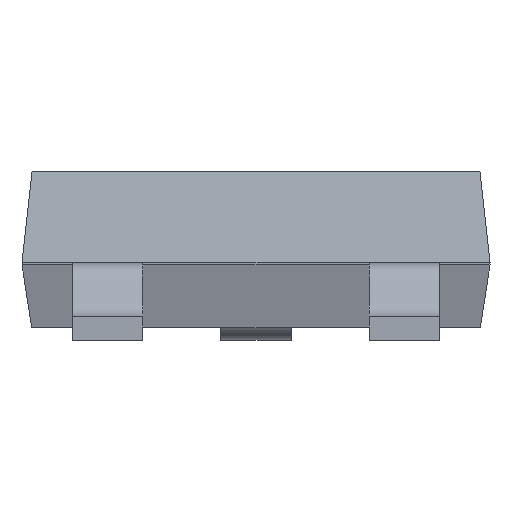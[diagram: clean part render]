
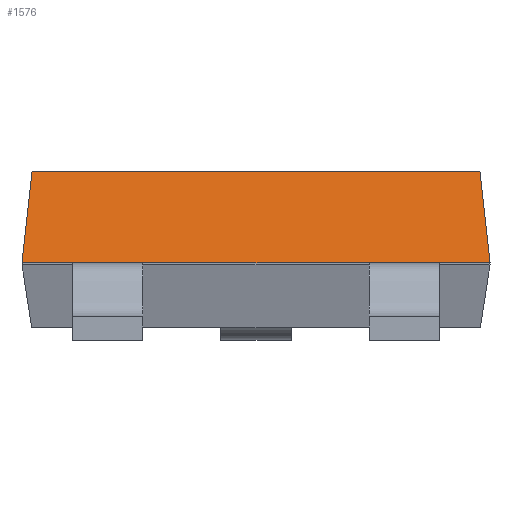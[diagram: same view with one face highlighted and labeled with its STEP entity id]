
A CAD part, front view. The second image highlights one B-rep face of the part: STEP entity #1576.
In plain terms, the highlighted planar face has unit normal (0, -0.978, 0.207).
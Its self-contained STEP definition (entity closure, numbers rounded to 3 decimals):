
#58 = ORIENTED_EDGE ( 'NONE', *, *, #6070, .T. ) ;
#393 = DIRECTION ( 'NONE',  ( 0., 0.978, -0.207 ) ) ;
#734 = EDGE_CURVE ( 'NONE', #3073, #1049, #6024, .T. ) ;
#738 = ORIENTED_EDGE ( 'NONE', *, *, #734, .F. ) ;
#819 = DIRECTION ( 'NONE',  ( 0.107, 0.206, 0.973 ) ) ;
#902 = PLANE ( 'NONE',  #2620 ) ;
#1049 = VERTEX_POINT ( 'NONE', #6670 ) ;
#1100 = VERTEX_POINT ( 'NONE', #3082 ) ;
#1141 = DIRECTION ( 'NONE',  ( -1., 0., 0. ) ) ;
#1312 = EDGE_CURVE ( 'NONE', #2475, #3073, #5771, .T. ) ;
#1330 = VECTOR ( 'NONE', #5889, 1000. ) ;
#1354 = ORIENTED_EDGE ( 'NONE', *, *, #3439, .F. ) ;
#1357 = LINE ( 'NONE', #4025, #2756 ) ;
#1360 = DIRECTION ( 'NONE',  ( -1., 0., 0. ) ) ;
#1559 = ORIENTED_EDGE ( 'NONE', *, *, #3219, .F. ) ;
#1576 = ADVANCED_FACE ( 'NONE', ( #2906 ), #902, .F. ) ;
#1749 = CARTESIAN_POINT ( 'NONE',  ( 1.5, -0.7, 0.496 ) ) ;
#2062 = CARTESIAN_POINT ( 'NONE',  ( -0.725, -0.7, 0.496 ) ) ;
#2180 = CARTESIAN_POINT ( 'NONE',  ( 1.436, -0.577, 1.08 ) ) ;
#2438 = LINE ( 'NONE', #4850, #3853 ) ;
#2475 = VERTEX_POINT ( 'NONE', #5091 ) ;
#2569 = VECTOR ( 'NONE', #819, 1000. ) ;
#2618 = CARTESIAN_POINT ( 'NONE',  ( 1.436, -0.577, 1.08 ) ) ;
#2620 = AXIS2_PLACEMENT_3D ( 'NONE', #3565, #393, #4119 ) ;
#2756 = VECTOR ( 'NONE', #1360, 1000. ) ;
#2808 = ORIENTED_EDGE ( 'NONE', *, *, #3673, .F. ) ;
#2906 = FACE_OUTER_BOUND ( 'NONE', #5624, .T. ) ;
#3073 = VERTEX_POINT ( 'NONE', #2062 ) ;
#3082 = CARTESIAN_POINT ( 'NONE',  ( -1.436, -0.577, 1.08 ) ) ;
#3219 = EDGE_CURVE ( 'NONE', #4131, #2475, #2438, .T. ) ;
#3253 = DIRECTION ( 'NONE',  ( 0.107, -0.206, -0.973 ) ) ;
#3290 = CARTESIAN_POINT ( 'NONE',  ( -1.5, -0.7, 0.496 ) ) ;
#3383 = VERTEX_POINT ( 'NONE', #3964 ) ;
#3439 = EDGE_CURVE ( 'NONE', #4755, #4131, #1357, .T. ) ;
#3475 = VECTOR ( 'NONE', #4239, 1000. ) ;
#3565 = CARTESIAN_POINT ( 'NONE',  ( -1.5, -0.7, 0.496 ) ) ;
#3673 = EDGE_CURVE ( 'NONE', #4692, #4755, #6667, .T. ) ;
#3826 = DIRECTION ( 'NONE',  ( -1., 0., 0. ) ) ;
#3840 = VECTOR ( 'NONE', #3253, 1000. ) ;
#3853 = VECTOR ( 'NONE', #1141, 1000. ) ;
#3964 = CARTESIAN_POINT ( 'NONE',  ( -1.5, -0.7, 0.496 ) ) ;
#4018 = CARTESIAN_POINT ( 'NONE',  ( -1.5, -0.7, 0.496 ) ) ;
#4025 = CARTESIAN_POINT ( 'NONE',  ( -1.5, -0.7, 0.496 ) ) ;
#4119 = DIRECTION ( 'NONE',  ( 0., 0.207, 0.978 ) ) ;
#4131 = VERTEX_POINT ( 'NONE', #6218 ) ;
#4239 = DIRECTION ( 'NONE',  ( -1., 0., 0. ) ) ;
#4374 = VECTOR ( 'NONE', #5492, 1000. ) ;
#4440 = CARTESIAN_POINT ( 'NONE',  ( -1.5, -0.7, 0.496 ) ) ;
#4634 = VECTOR ( 'NONE', #3826, 1000. ) ;
#4692 = VERTEX_POINT ( 'NONE', #2180 ) ;
#4755 = VERTEX_POINT ( 'NONE', #1749 ) ;
#4850 = CARTESIAN_POINT ( 'NONE',  ( -1.5, -0.7, 0.496 ) ) ;
#4870 = LINE ( 'NONE', #6869, #3475 ) ;
#5091 = CARTESIAN_POINT ( 'NONE',  ( 0.725, -0.7, 0.496 ) ) ;
#5349 = CARTESIAN_POINT ( 'NONE',  ( 1.5, -0.577, 1.08 ) ) ;
#5492 = DIRECTION ( 'NONE',  ( -1., 0., 0. ) ) ;
#5550 = ORIENTED_EDGE ( 'NONE', *, *, #6538, .F. ) ;
#5624 = EDGE_LOOP ( 'NONE', ( #738, #6704, #1559, #1354, #2808, #58, #6599, #5550 ) ) ;
#5771 = LINE ( 'NONE', #4440, #4374 ) ;
#5889 = DIRECTION ( 'NONE',  ( -1., 0., 0. ) ) ;
#6024 = LINE ( 'NONE', #3290, #4634 ) ;
#6070 = EDGE_CURVE ( 'NONE', #4692, #1100, #6826, .T. ) ;
#6218 = CARTESIAN_POINT ( 'NONE',  ( 1.175, -0.7, 0.496 ) ) ;
#6318 = EDGE_CURVE ( 'NONE', #3383, #1100, #6642, .T. ) ;
#6538 = EDGE_CURVE ( 'NONE', #1049, #3383, #4870, .T. ) ;
#6599 = ORIENTED_EDGE ( 'NONE', *, *, #6318, .F. ) ;
#6642 = LINE ( 'NONE', #4018, #2569 ) ;
#6667 = LINE ( 'NONE', #2618, #3840 ) ;
#6670 = CARTESIAN_POINT ( 'NONE',  ( -1.175, -0.7, 0.496 ) ) ;
#6704 = ORIENTED_EDGE ( 'NONE', *, *, #1312, .F. ) ;
#6826 = LINE ( 'NONE', #5349, #1330 ) ;
#6869 = CARTESIAN_POINT ( 'NONE',  ( -1.5, -0.7, 0.496 ) ) ;
